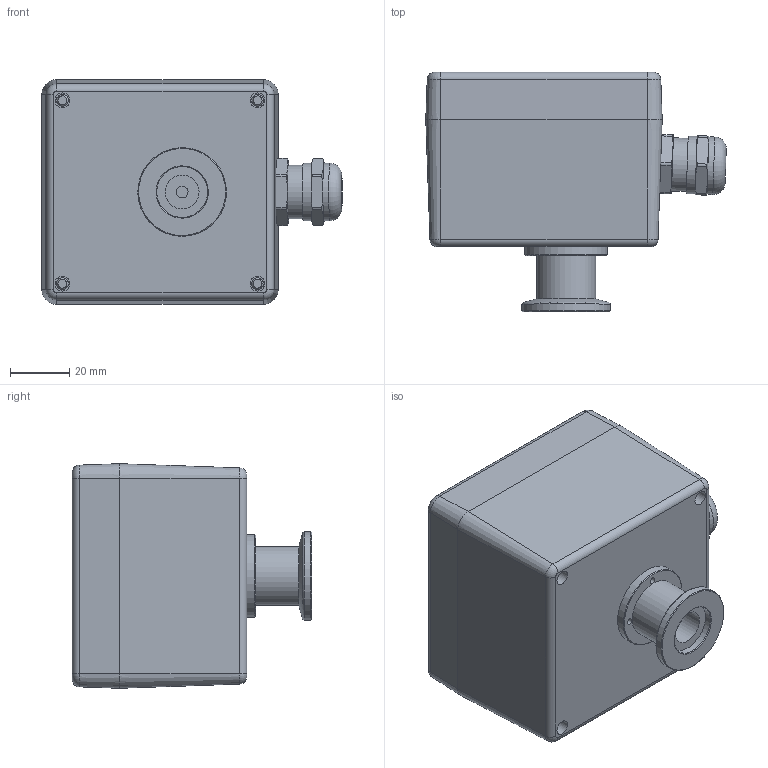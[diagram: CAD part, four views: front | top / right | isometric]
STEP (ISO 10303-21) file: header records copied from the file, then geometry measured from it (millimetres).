
FILE_DESCRIPTION (( 'STEP AP214' ), '1' );
FILE_NAME ('VRC.STEP', '2020-07-30T04:46:26', ( '' ), ( '' ), 'SwSTEP 2.0', 'SolidWorks 2019', '' );
FILE_SCHEMA (( 'AUTOMOTIVE_DESIGN' ));
Length unit declared in the file: millimetre
Products named in the file (1): VRC
Bounding box: 101.66 x 81 x 76 mm (x, y, z)
Volume: 353033.6 mm3; surface area: 41500.4 mm2
Topology: 7 solids, 8 shells, 214 faces, 472 edges, 297 vertices
Faces by surface type: plane 103, cylinder 50, torus 36, cone 21, sphere 4
Full cylindrical faces by diameter (mm): 2.05 x4, 4 x5, 5 x4, 7.5 x4, 10 x2, 11.445 x1, 14.8 x1, 15 x1, 17.2 x1, 18 x1, 18.1 x1, 19.5 x2, 20 x1, 28 x1, 30 x1
Entity records: 8226 total; most frequent: CARTESIAN_POINT 1231, DIRECTION 980, ORIENTED_EDGE 820, EDGE_CURVE 410, AXIS2_PLACEMENT_3D 409, EDGE_LOOP 308, VERTEX_POINT 288, FACE_OUTER_BOUND 258
